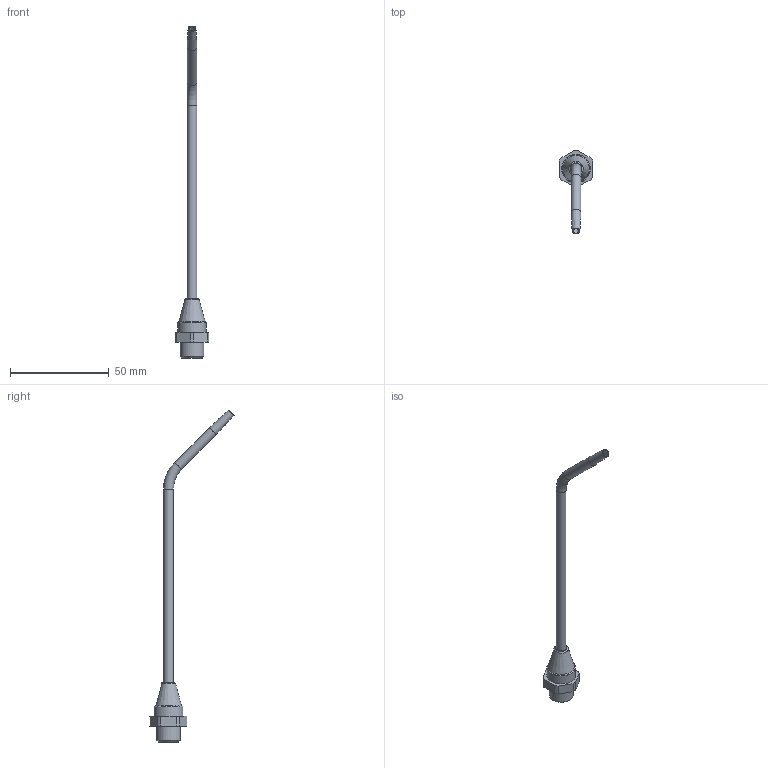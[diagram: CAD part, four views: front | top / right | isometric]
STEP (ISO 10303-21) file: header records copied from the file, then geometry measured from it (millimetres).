
FILE_DESCRIPTION(/* description */ ('STEP AP214'),/* implementation_level */ '2;1');
FILE_NAME(/* name */ '565316_LPZ-RB-150-B',/* time_stamp */ '2024-08-28T08:49:16+02:00',/* author */ ('License CC BY-ND 4.0'),/* organization */ ('CADENAS'),/* preprocessor_version */ 'ST-DEVELOPER v19.3',/* originating_system */ 'PARTsolutions',/* authorisation */ ' ');
FILE_SCHEMA (('AUTOMOTIVE_DESIGN {1 0 10303 214 3 1 1}'));
Length unit declared in the file: millimetre
Products named in the file (1): 565316 LPZ-RB-150-B
Bounding box: 17 x 42.51 x 168 mm (x, y, z)
Volume: 6400.9 mm3; surface area: 4261.8 mm2
Topology: 1 solids, 1 shells, 33 faces, 69 edges, 44 vertices
Faces by surface type: plane 14, cylinder 12, torus 4, cone 3
Full cylindrical faces by diameter (mm): 3 x1, 5 x2, 6 x1, 12 x1, 14.5 x1
Entity records: 1067 total; most frequent: DIRECTION 154, CARTESIAN_POINT 132, ORIENTED_EDGE 110, AXIS2_PLACEMENT_3D 65, EDGE_CURVE 55, EDGE_LOOP 52, FACE_BOUND 52, VERTEX_POINT 43
